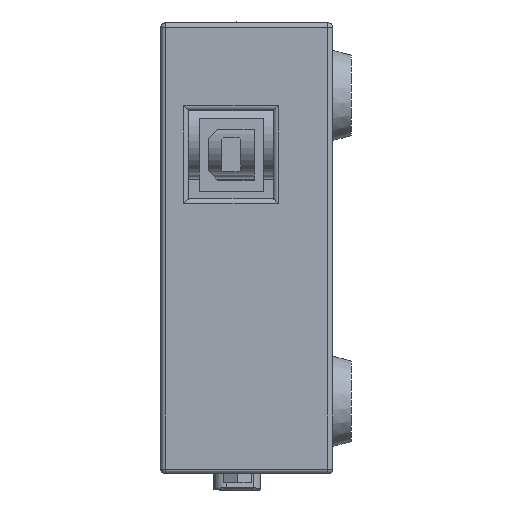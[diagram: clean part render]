
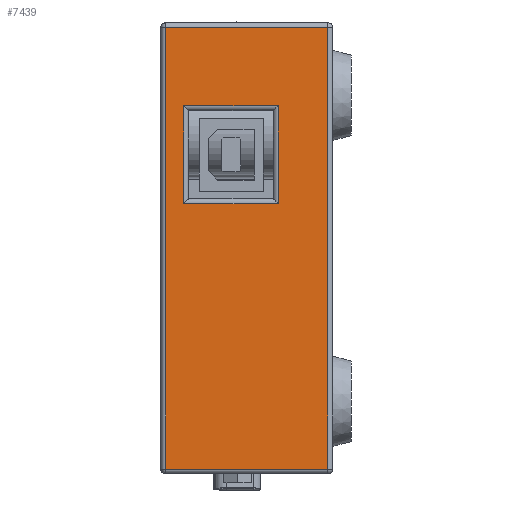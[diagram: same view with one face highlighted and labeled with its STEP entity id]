
A CAD part, left-side view. The second image highlights one B-rep face of the part: STEP entity #7439.
In plain terms, the highlighted planar face has unit normal (-1, 0, 0).
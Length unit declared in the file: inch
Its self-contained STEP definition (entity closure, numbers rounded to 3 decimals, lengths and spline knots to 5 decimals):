
#7357 = VERTEX_POINT ( 'NONE', #15422 ) ;
#7361 = VERTEX_POINT ( 'NONE', #15416 ) ;
#7363 = EDGE_CURVE ( 'NONE', #7357, #7361, #15415, .T. ) ;
#7390 = VERTEX_POINT ( 'NONE', #15440 ) ;
#7392 = EDGE_CURVE ( 'NONE', #7460, #7390, #15439, .T. ) ;
#7426 = ORIENTED_EDGE ( 'NONE', *, *, #7427, .T. ) ;
#7427 = EDGE_CURVE ( 'NONE', #7504, #7357, #15488, .T. ) ;
#7428 = ORIENTED_EDGE ( 'NONE', *, *, #7363, .T. ) ;
#7438 = EDGE_CURVE ( 'NONE', #7451, #7463, #15537, .T. ) ;
#7439 = ADVANCED_FACE ( 'NONE', ( #15533, #15532 ), #15531, .F. ) ;
#7440 = EDGE_LOOP ( 'NONE', ( #7441, #7442, #7443, #7498 ) ) ;
#7441 = ORIENTED_EDGE ( 'NONE', *, *, #7438, .T. ) ;
#7442 = ORIENTED_EDGE ( 'NONE', *, *, #7462, .T. ) ;
#7443 = ORIENTED_EDGE ( 'NONE', *, *, #7392, .T. ) ;
#7444 = EDGE_LOOP ( 'NONE', ( #7499, #7502, #7426, #7428 ) ) ;
#7451 = VERTEX_POINT ( 'NONE', #15572 ) ;
#7453 = EDGE_CURVE ( 'NONE', #7390, #7451, #15571, .T. ) ;
#7460 = VERTEX_POINT ( 'NONE', #15590 ) ;
#7462 = EDGE_CURVE ( 'NONE', #7463, #7460, #15589, .T. ) ;
#7463 = VERTEX_POINT ( 'NONE', #15585 ) ;
#7498 = ORIENTED_EDGE ( 'NONE', *, *, #7453, .T. ) ;
#7499 = ORIENTED_EDGE ( 'NONE', *, *, #7500, .T. ) ;
#7500 = EDGE_CURVE ( 'NONE', #7361, #7501, #15638, .T. ) ;
#7501 = VERTEX_POINT ( 'NONE', #15698 ) ;
#7502 = ORIENTED_EDGE ( 'NONE', *, *, #7503, .T. ) ;
#7503 = EDGE_CURVE ( 'NONE', #7501, #7504, #15697, .T. ) ;
#7504 = VERTEX_POINT ( 'NONE', #15693 ) ;
#15412 = DIRECTION ( 'NONE',  ( 0., -1., 0. ) ) ;
#15413 = VECTOR ( 'NONE', #15412, 39.37008 ) ;
#15414 = CARTESIAN_POINT ( 'NONE',  ( -3.7, 0.5625, -1.443 ) ) ;
#15415 = LINE ( 'NONE', #15414, #15413 ) ;
#15416 = CARTESIAN_POINT ( 'NONE',  ( -3.7, -0.5305, -1.443 ) ) ;
#15422 = CARTESIAN_POINT ( 'NONE',  ( -3.7, 0.5305, -1.443 ) ) ;
#15431 = DIRECTION ( 'NONE',  ( 0., 0., -1. ) ) ;
#15432 = VECTOR ( 'NONE', #15431, 39.37008 ) ;
#15433 = CARTESIAN_POINT ( 'NONE',  ( -3.7, -0.2045, -1.475 ) ) ;
#15439 = LINE ( 'NONE', #15433, #15432 ) ;
#15440 = CARTESIAN_POINT ( 'NONE',  ( -3.7, -0.2045, 0.293 ) ) ;
#15488 = LINE ( 'NONE', #15552, #15551 ) ;
#15527 = DIRECTION ( 'NONE',  ( 0., 0., -1. ) ) ;
#15528 = DIRECTION ( 'NONE',  ( 1., 0., 0. ) ) ;
#15529 = CARTESIAN_POINT ( 'NONE',  ( -3.7, 0.5625, -1.475 ) ) ;
#15530 = AXIS2_PLACEMENT_3D ( 'NONE', #15529, #15528, #15527 ) ;
#15531 = PLANE ( 'NONE',  #15530 ) ;
#15532 = FACE_OUTER_BOUND ( 'NONE', #7444, .T. ) ;
#15533 = FACE_BOUND ( 'NONE', #7440, .T. ) ;
#15534 = DIRECTION ( 'NONE',  ( 0., 0., 1. ) ) ;
#15535 = VECTOR ( 'NONE', #15534, 39.37008 ) ;
#15536 = CARTESIAN_POINT ( 'NONE',  ( -3.7, 0.4115, -1.475 ) ) ;
#15537 = LINE ( 'NONE', #15536, #15535 ) ;
#15550 = DIRECTION ( 'NONE',  ( 0., 0., -1. ) ) ;
#15551 = VECTOR ( 'NONE', #15550, 39.37008 ) ;
#15552 = CARTESIAN_POINT ( 'NONE',  ( -3.7, 0.5305, -1.475 ) ) ;
#15564 = DIRECTION ( 'NONE',  ( 0., 1., 0. ) ) ;
#15565 = VECTOR ( 'NONE', #15564, 39.37008 ) ;
#15566 = CARTESIAN_POINT ( 'NONE',  ( -3.7, 0.5625, 0.293 ) ) ;
#15571 = LINE ( 'NONE', #15566, #15565 ) ;
#15572 = CARTESIAN_POINT ( 'NONE',  ( -3.7, 0.4115, 0.293 ) ) ;
#15585 = CARTESIAN_POINT ( 'NONE',  ( -3.7, 0.4115, 0.932 ) ) ;
#15586 = DIRECTION ( 'NONE',  ( 0., -1., 0. ) ) ;
#15587 = VECTOR ( 'NONE', #15586, 39.37008 ) ;
#15588 = CARTESIAN_POINT ( 'NONE',  ( -3.7, 0.5625, 0.932 ) ) ;
#15589 = LINE ( 'NONE', #15588, #15587 ) ;
#15590 = CARTESIAN_POINT ( 'NONE',  ( -3.7, -0.2045, 0.932 ) ) ;
#15635 = DIRECTION ( 'NONE',  ( 0., 0., 1. ) ) ;
#15636 = VECTOR ( 'NONE', #15635, 39.37008 ) ;
#15637 = CARTESIAN_POINT ( 'NONE',  ( -3.7, -0.5305, -1.475 ) ) ;
#15638 = LINE ( 'NONE', #15637, #15636 ) ;
#15693 = CARTESIAN_POINT ( 'NONE',  ( -3.7, 0.5305, 1.443 ) ) ;
#15694 = DIRECTION ( 'NONE',  ( 0., 1., 0. ) ) ;
#15695 = VECTOR ( 'NONE', #15694, 39.37008 ) ;
#15696 = CARTESIAN_POINT ( 'NONE',  ( -3.7, 0.5625, 1.443 ) ) ;
#15697 = LINE ( 'NONE', #15696, #15695 ) ;
#15698 = CARTESIAN_POINT ( 'NONE',  ( -3.7, -0.5305, 1.443 ) ) ;
